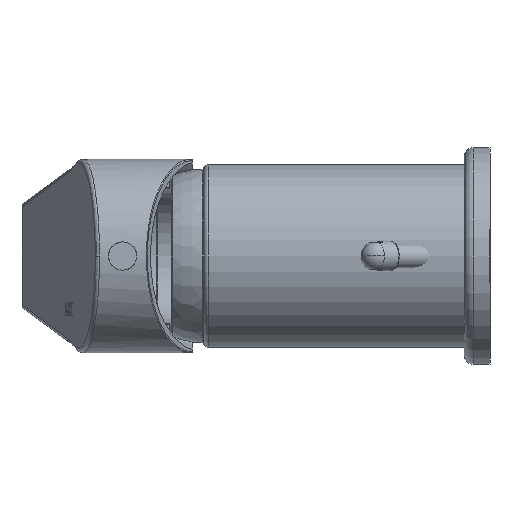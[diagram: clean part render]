
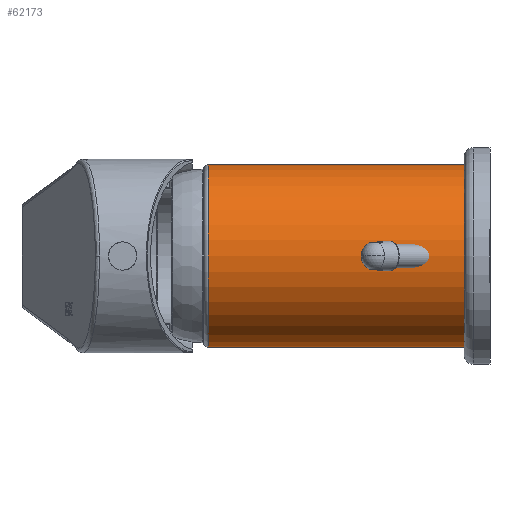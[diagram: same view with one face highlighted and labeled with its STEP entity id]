
A CAD part, left-side view. The second image highlights one B-rep face of the part: STEP entity #62173.
In plain terms, the highlighted cylindrical face has radius 21 mm (diameter 42 mm), a partial arc.
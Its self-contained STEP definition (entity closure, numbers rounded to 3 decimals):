
#2431 = DIRECTION ( 'NONE',  ( 0., -1., 0. ) ) ;
#8985 = CARTESIAN_POINT ( 'NONE',  ( 0., 64., -21. ) ) ;
#20728 = DIRECTION ( 'NONE',  ( 0., -1., 0. ) ) ;
#34107 = ORIENTED_EDGE ( 'NONE', *, *, #44128, .F. ) ;
#36212 = AXIS2_PLACEMENT_3D ( 'NONE', #117770, #2431, #152824 ) ;
#38013 = LINE ( 'NONE', #191541, #118631 ) ;
#41931 = DIRECTION ( 'NONE',  ( 0., 0., 1. ) ) ;
#44128 = EDGE_CURVE ( 'NONE', #191514, #97289, #63324, .T. ) ;
#44754 = FACE_OUTER_BOUND ( 'NONE', #68047, .T. ) ;
#45754 = DIRECTION ( 'NONE',  ( 0., -1., 0. ) ) ;
#61720 = EDGE_CURVE ( 'NONE', #75120, #92569, #85418, .T. ) ;
#62173 = ADVANCED_FACE ( 'NONE', ( #44754 ), #147765, .T. ) ;
#63324 = CIRCLE ( 'NONE', #36212, 21. ) ;
#68047 = EDGE_LOOP ( 'NONE', ( #92981, #110862, #189087, #34107 ) ) ;
#72051 = CARTESIAN_POINT ( 'NONE',  ( 0., 65., 0. ) ) ;
#72989 = DIRECTION ( 'NONE',  ( 0., -1., 0. ) ) ;
#75120 = VERTEX_POINT ( 'NONE', #94480 ) ;
#85418 = CIRCLE ( 'NONE', #122218, 21. ) ;
#87132 = DIRECTION ( 'NONE',  ( 0., -1., 0. ) ) ;
#88717 = CARTESIAN_POINT ( 'NONE',  ( 0., 5., 21. ) ) ;
#89716 = CARTESIAN_POINT ( 'NONE',  ( 0., 5., -21. ) ) ;
#92569 = VERTEX_POINT ( 'NONE', #8985 ) ;
#92981 = ORIENTED_EDGE ( 'NONE', *, *, #96739, .F. ) ;
#94480 = CARTESIAN_POINT ( 'NONE',  ( 0., 64., 21. ) ) ;
#96739 = EDGE_CURVE ( 'NONE', #75120, #191514, #129964, .T. ) ;
#97289 = VERTEX_POINT ( 'NONE', #89716 ) ;
#104666 = CARTESIAN_POINT ( 'NONE',  ( 0., 64., 0. ) ) ;
#105346 = CARTESIAN_POINT ( 'NONE',  ( 0., 65., 21. ) ) ;
#110862 = ORIENTED_EDGE ( 'NONE', *, *, #61720, .T. ) ;
#117770 = CARTESIAN_POINT ( 'NONE',  ( 0., 5., 0. ) ) ;
#118631 = VECTOR ( 'NONE', #45754, 1000. ) ;
#122218 = AXIS2_PLACEMENT_3D ( 'NONE', #104666, #72989, #41931 ) ;
#129964 = LINE ( 'NONE', #105346, #165106 ) ;
#131248 = EDGE_CURVE ( 'NONE', #92569, #97289, #38013, .T. ) ;
#133340 = DIRECTION ( 'NONE',  ( 0., 0., -1. ) ) ;
#147765 = CYLINDRICAL_SURFACE ( 'NONE', #196674, 21. ) ;
#152824 = DIRECTION ( 'NONE',  ( 0., 0., -1. ) ) ;
#165106 = VECTOR ( 'NONE', #87132, 1000. ) ;
#189087 = ORIENTED_EDGE ( 'NONE', *, *, #131248, .T. ) ;
#191514 = VERTEX_POINT ( 'NONE', #88717 ) ;
#191541 = CARTESIAN_POINT ( 'NONE',  ( 0., 65., -21. ) ) ;
#196674 = AXIS2_PLACEMENT_3D ( 'NONE', #72051, #20728, #133340 ) ;
